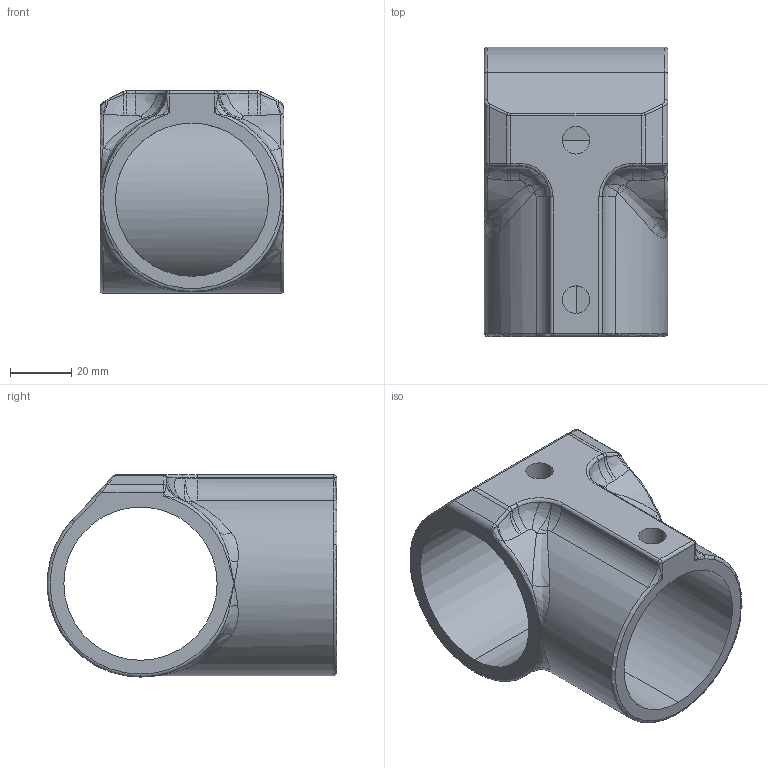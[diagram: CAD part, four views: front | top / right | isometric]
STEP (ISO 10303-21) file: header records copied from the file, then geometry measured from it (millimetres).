
FILE_DESCRIPTION (( 'STEP AP203' ), '1' );
FILE_NAME ('T194005E.STEP', '2018-07-04T16:04:01', ( '' ), ( '' ), 'SwSTEP 2.0', 'SolidWorks 2016', '' );
FILE_SCHEMA (( 'CONFIG_CONTROL_DESIGN' ));
Length unit declared in the file: millimetre
Products named in the file (1): T194005E
Bounding box: 60 x 94.41 x 66 mm (x, y, z)
Volume: 105340.7 mm3; surface area: 37978.1 mm2
Topology: 1 solids, 1 shells, 107 faces, 262 edges, 140 vertices
Faces by surface type: bspline 43, cylinder 40, torus 13, plane 9, sphere 2
Entity records: 5180 total; most frequent: CARTESIAN_POINT 2997, ORIENTED_EDGE 492, DIRECTION 376, EDGE_CURVE 246, AXIS2_PLACEMENT_3D 160, VERTEX_POINT 140, EDGE_LOOP 112, FACE_OUTER_BOUND 107
